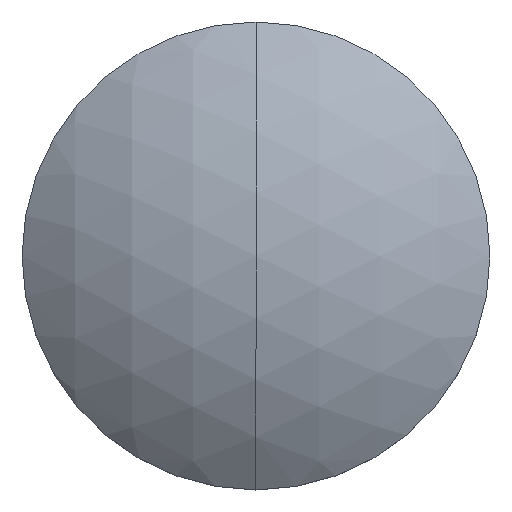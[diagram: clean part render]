
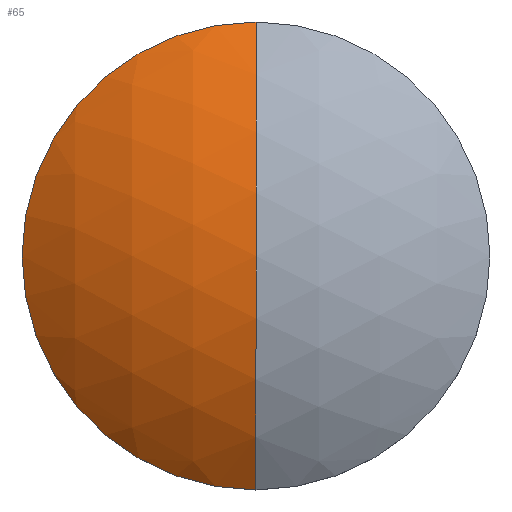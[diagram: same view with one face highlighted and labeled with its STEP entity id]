
A CAD part, top view. The second image highlights one B-rep face of the part: STEP entity #65.
In plain terms, the highlighted spherical face has radius 20.6 mm.
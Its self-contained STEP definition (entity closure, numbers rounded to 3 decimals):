
#39 = CARTESIAN_POINT ( 'NONE',  ( 0., 12.7, -1.196 ) ) ;
#40 = DIRECTION ( 'NONE',  ( 1., 0., 0. ) ) ;
#41 = DIRECTION ( 'NONE',  ( 0., 0., 1. ) ) ;
#42 = CARTESIAN_POINT ( 'NONE',  ( 0., 0., -1.196 ) ) ;
#43 = AXIS2_PLACEMENT_3D ( 'NONE', #42, #41, #40 ) ;
#44 = CIRCLE ( 'NONE', #43, 12.7 ) ;
#45 = CARTESIAN_POINT ( 'NONE',  ( -12.7, 0., -1.196 ) ) ;
#46 = CARTESIAN_POINT ( 'NONE',  ( 0., -12.7, -1.196 ) ) ;
#47 = CARTESIAN_POINT ( 'NONE',  ( 0., 0., 3.185 ) ) ;
#48 = DIRECTION ( 'NONE',  ( 0., -1., 0. ) ) ;
#49 = DIRECTION ( 'NONE',  ( -1., 0., 0. ) ) ;
#50 = CARTESIAN_POINT ( 'NONE',  ( 0., 0., -17.415 ) ) ;
#51 = AXIS2_PLACEMENT_3D ( 'NONE', #50, #49, #48 ) ;
#52 = CIRCLE ( 'NONE', #51, 20.6 ) ;
#53 = DIRECTION ( 'NONE',  ( 0., 0., -1. ) ) ;
#54 = DIRECTION ( 'NONE',  ( 1., 0., 0. ) ) ;
#55 = CARTESIAN_POINT ( 'NONE',  ( 0., 0., -17.415 ) ) ;
#56 = AXIS2_PLACEMENT_3D ( 'NONE', #55, #54, #53 ) ;
#57 = CIRCLE ( 'NONE', #56, 20.6 ) ;
#65 = ADVANCED_FACE ( 'NONE', ( #147 ), #105, .T. ) ;
#66 = ORIENTED_EDGE ( 'NONE', *, *, #67, .T. ) ;
#67 = EDGE_CURVE ( 'NONE', #74, #73, #104, .T. ) ;
#68 = ORIENTED_EDGE ( 'NONE', *, *, #71, .T. ) ;
#69 = EDGE_CURVE ( 'NONE', #77, #72, #57, .T. ) ;
#70 = ORIENTED_EDGE ( 'NONE', *, *, #69, .F. ) ;
#71 = EDGE_CURVE ( 'NONE', #73, #72, #52, .T. ) ;
#72 = VERTEX_POINT ( 'NONE', #47 ) ;
#73 = VERTEX_POINT ( 'NONE', #46 ) ;
#74 = VERTEX_POINT ( 'NONE', #45 ) ;
#76 = EDGE_CURVE ( 'NONE', #77, #74, #44, .T. ) ;
#77 = VERTEX_POINT ( 'NONE', #39 ) ;
#96 = DIRECTION ( 'NONE',  ( 1., 0., 0. ) ) ;
#97 = DIRECTION ( 'NONE',  ( 0., 0., 1. ) ) ;
#98 = CARTESIAN_POINT ( 'NONE',  ( 0., 0., -1.196 ) ) ;
#99 = AXIS2_PLACEMENT_3D ( 'NONE', #98, #97, #96 ) ;
#100 = DIRECTION ( 'NONE',  ( 0., 1., 0. ) ) ;
#101 = DIRECTION ( 'NONE',  ( -1., 0., 0. ) ) ;
#102 = CARTESIAN_POINT ( 'NONE',  ( 0., 0., -17.415 ) ) ;
#103 = AXIS2_PLACEMENT_3D ( 'NONE', #102, #101, #100 ) ;
#104 = CIRCLE ( 'NONE', #99, 12.7 ) ;
#105 = SPHERICAL_SURFACE ( 'NONE', #103, 20.6 ) ;
#147 = FACE_OUTER_BOUND ( 'NONE', #210, .T. ) ;
#158 = ORIENTED_EDGE ( 'NONE', *, *, #76, .T. ) ;
#210 = EDGE_LOOP ( 'NONE', ( #158, #66, #68, #70 ) ) ;
